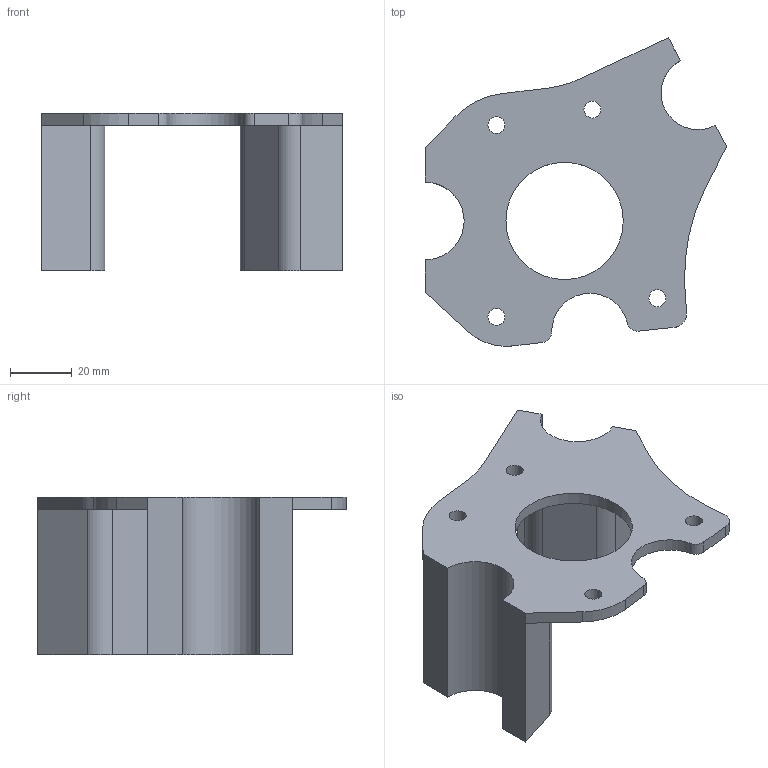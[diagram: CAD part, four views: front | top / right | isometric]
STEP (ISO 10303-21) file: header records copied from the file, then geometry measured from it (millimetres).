
FILE_DESCRIPTION(('FreeCAD Model'),'2;1');
FILE_NAME('Open CASCADE Shape Model','2025-01-22T12:18:29',(''),(''), 'Open CASCADE STEP processor 7.8','FreeCAD','Unknown');
FILE_SCHEMA(('AUTOMOTIVE_DESIGN { 1 0 10303 214 1 1 1 1 }'));
Length unit declared in the file: millimetre
Products named in the file (2): pot and motor holder; Fusion013
Assembly tree (1 placements, depth 2):
  pot and motor holder
    Fusion013
Bounding box: 97.4 x 99.73 x 51 mm (x, y, z)
Volume: 69951.8 mm3; surface area: 24648.8 mm2
Topology: 1 solids, 1 shells, 48 faces, 137 edges, 91 vertices
Faces by surface type: plane 28, cylinder 20
Full cylindrical faces by diameter (mm): 5.5 x4, 37.901 x1
Entity records: 1634 total; most frequent: CARTESIAN_POINT 278, DIRECTION 278, ORIENTED_EDGE 274, EDGE_CURVE 137, LINE 96, VECTOR 96, AXIS2_PLACEMENT_3D 91, VERTEX_POINT 91
